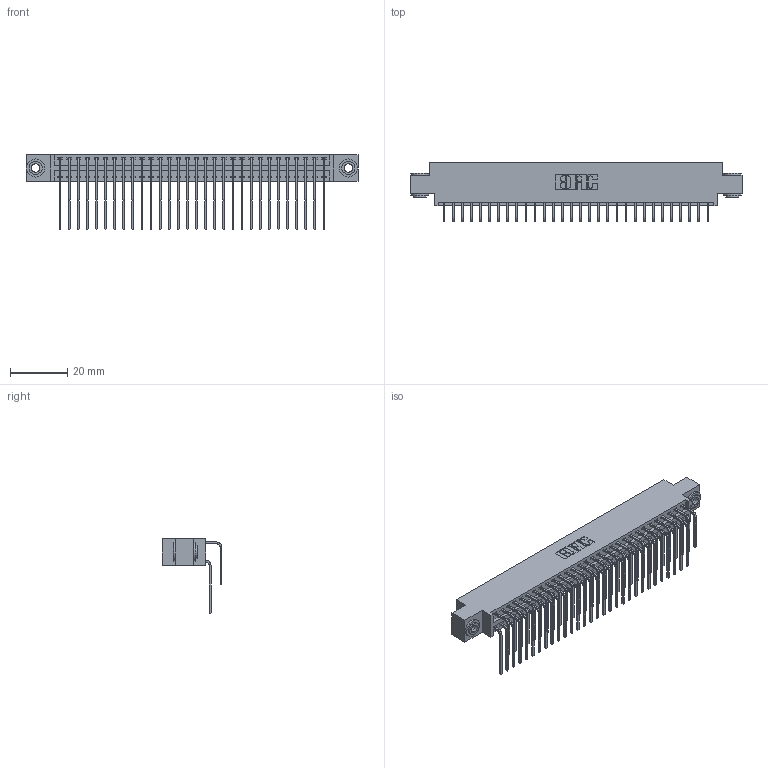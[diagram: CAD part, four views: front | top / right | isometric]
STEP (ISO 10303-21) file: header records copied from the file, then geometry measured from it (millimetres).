
FILE_DESCRIPTION (( 'STEP AP203' ), '1' );
FILE_NAME ('396-060-559-803.STEP', '2018-09-08T14:10:08', ( '' ), ( '' ), 'SwSTEP 2.0', 'SolidWorks 2016', '' );
FILE_SCHEMA (( 'CONFIG_CONTROL_DESIGN' ));
Length unit declared in the file: inch
Products named in the file (5): 345-292-001_559 Tail - 2; 345-250-002_345-250-002-102; 396-060-559-803; 346 Part_0.170 Offset - 0.156 Dia-TH; 345-292-001_558 559 Tail - 1
Assembly tree (63 placements, depth 2):
  396-060-559-803
    346 Part_0.170 Offset - 0.156 Dia-TH
    345-292-001_558 559 Tail - 1  x30
    345-292-001_559 Tail - 2  x30
    345-250-002_345-250-002-102  x2
Bounding box: 115.82 x 20.89 x 26.16 mm (x, y, z)
Volume: 11412 mm3; surface area: 17552.2 mm2
Topology: 63 solids, 63 shells, 3404 faces, 10077 edges, 6634 vertices
Faces by surface type: plane 2310, cylinder 1086, cone 8
Entity records: 23760 total; most frequent: CARTESIAN_POINT 3962, ORIENTED_EDGE 3838, DIRECTION 3545, EDGE_CURVE 1919, LINE 1603, VECTOR 1603, VERTEX_POINT 1274, AXIS2_PLACEMENT_3D 971
